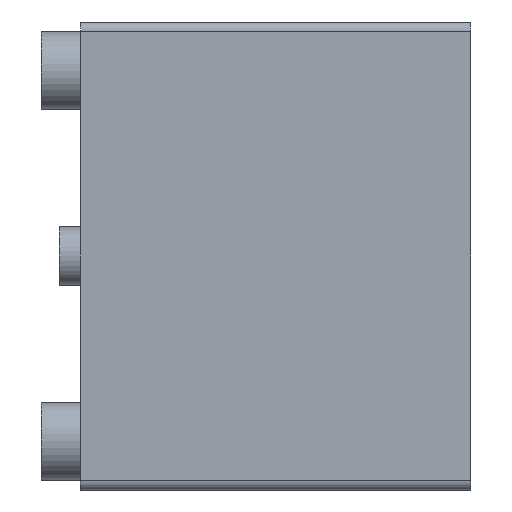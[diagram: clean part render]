
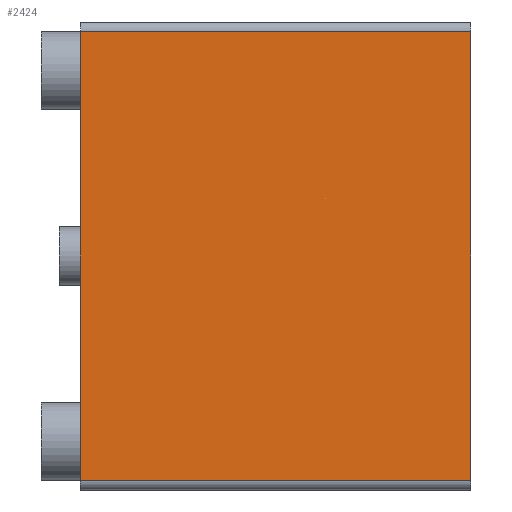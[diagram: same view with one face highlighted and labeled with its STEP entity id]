
A CAD part, left-side view. The second image highlights one B-rep face of the part: STEP entity #2424.
In plain terms, the highlighted planar face has unit normal (-1, 0, 0).
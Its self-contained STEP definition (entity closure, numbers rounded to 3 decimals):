
#37 = VERTEX_POINT ( 'NONE', #1659 ) ;
#87 = LINE ( 'NONE', #889, #1931 ) ;
#98 = EDGE_CURVE ( 'NONE', #1127, #37, #87, .T. ) ;
#117 = EDGE_LOOP ( 'NONE', ( #972, #508, #912, #1504 ) ) ;
#240 = DIRECTION ( 'NONE',  ( -1., 0., 0. ) ) ;
#368 = VECTOR ( 'NONE', #1125, 1000. ) ;
#508 = ORIENTED_EDGE ( 'NONE', *, *, #98, .T. ) ;
#721 = VECTOR ( 'NONE', #2417, 1000. ) ;
#798 = EDGE_CURVE ( 'NONE', #2326, #1151, #2191, .T. ) ;
#889 = CARTESIAN_POINT ( 'NONE',  ( -11.5, 10., -5.75 ) ) ;
#912 = ORIENTED_EDGE ( 'NONE', *, *, #2152, .F. ) ;
#972 = ORIENTED_EDGE ( 'NONE', *, *, #1771, .T. ) ;
#991 = CARTESIAN_POINT ( 'NONE',  ( -11.5, 10., -5.75 ) ) ;
#1083 = DIRECTION ( 'NONE',  ( 0., -1., 0. ) ) ;
#1125 = DIRECTION ( 'NONE',  ( 0., 0., -1. ) ) ;
#1127 = VERTEX_POINT ( 'NONE', #991 ) ;
#1151 = VERTEX_POINT ( 'NONE', #1575 ) ;
#1214 = FACE_OUTER_BOUND ( 'NONE', #117, .T. ) ;
#1252 = DIRECTION ( 'NONE',  ( 0., 0., 1. ) ) ;
#1330 = LINE ( 'NONE', #2118, #368 ) ;
#1421 = CARTESIAN_POINT ( 'NONE',  ( -11.5, 10., 5.75 ) ) ;
#1451 = CARTESIAN_POINT ( 'NONE',  ( -11.5, 10., 0. ) ) ;
#1504 = ORIENTED_EDGE ( 'NONE', *, *, #798, .T. ) ;
#1575 = CARTESIAN_POINT ( 'NONE',  ( -11.5, 10., 5.75 ) ) ;
#1642 = DIRECTION ( 'NONE',  ( 0., 0., -1. ) ) ;
#1659 = CARTESIAN_POINT ( 'NONE',  ( -11.5, 0., -5.75 ) ) ;
#1746 = VECTOR ( 'NONE', #1642, 1000. ) ;
#1771 = EDGE_CURVE ( 'NONE', #1151, #1127, #2452, .T. ) ;
#1793 = PLANE ( 'NONE',  #2547 ) ;
#1886 = CARTESIAN_POINT ( 'NONE',  ( -11.5, 0., 5.75 ) ) ;
#1931 = VECTOR ( 'NONE', #1083, 1000. ) ;
#2083 = CARTESIAN_POINT ( 'NONE',  ( -11.5, 10., 0. ) ) ;
#2118 = CARTESIAN_POINT ( 'NONE',  ( -11.5, 0., 0. ) ) ;
#2152 = EDGE_CURVE ( 'NONE', #2326, #37, #1330, .T. ) ;
#2191 = LINE ( 'NONE', #1421, #721 ) ;
#2326 = VERTEX_POINT ( 'NONE', #1886 ) ;
#2417 = DIRECTION ( 'NONE',  ( 0., 1., 0. ) ) ;
#2424 = ADVANCED_FACE ( 'NONE', ( #1214 ), #1793, .T. ) ;
#2452 = LINE ( 'NONE', #2083, #1746 ) ;
#2547 = AXIS2_PLACEMENT_3D ( 'NONE', #1451, #240, #1252 ) ;
